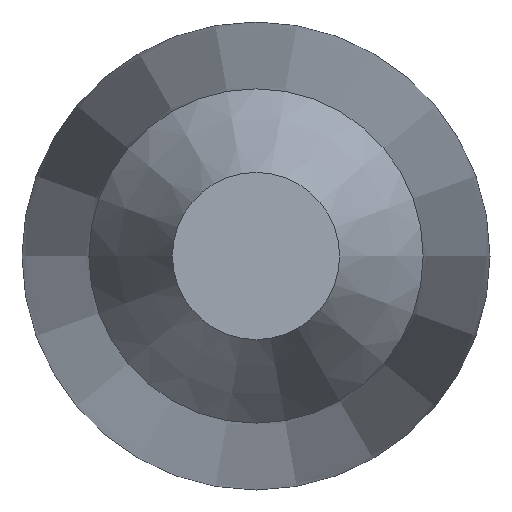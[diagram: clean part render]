
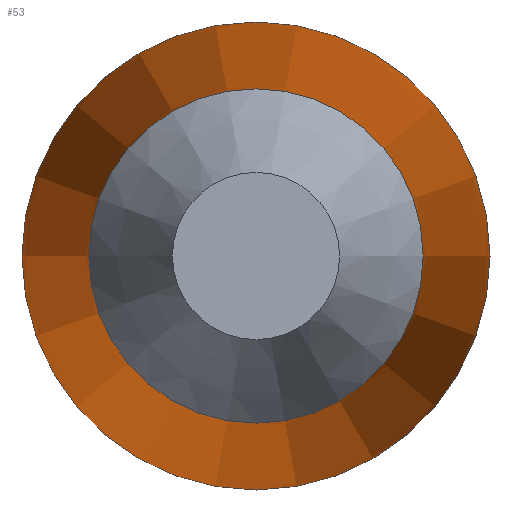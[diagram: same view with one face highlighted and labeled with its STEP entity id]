
A CAD part, front view. The second image highlights one B-rep face of the part: STEP entity #53.
In plain terms, the highlighted conical face has half-angle 0.716 degrees and reference radius 3 mm.
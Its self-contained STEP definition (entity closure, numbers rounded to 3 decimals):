
#53=ADVANCED_FACE('',(#57,#59),#61,.T.);
#57=FACE_OUTER_BOUND('',#58,.T.);
#58=EDGE_LOOP('',(#89));
#59=FACE_OUTER_BOUND('',#60,.T.);
#60=EDGE_LOOP('',(#90));
#61=CONICAL_SURFACE('',#62,3.,0.012);
#62=AXIS2_PLACEMENT_3D('',#63,#64,#65);
#63=CARTESIAN_POINT('',(0.,-40.,0.));
#64=DIRECTION('',(0.,1.,0.));
#65=DIRECTION('',(1.,0.,0.));
#89=ORIENTED_EDGE('',*,*,#95,.F.);
#90=ORIENTED_EDGE('',*,*,#96,.T.);
#95=EDGE_CURVE('',#98,#98,#99,.T.);
#96=EDGE_CURVE('',#100,#100,#101,.T.);
#98=VERTEX_POINT('',#104);
#99=CIRCLE('',#105,2.5);
#100=VERTEX_POINT('',#109);
#101=CIRCLE('',#110,3.5);
#104=CARTESIAN_POINT('',(-2.5,-80.,0.));
#105=AXIS2_PLACEMENT_3D('',#106,#107,#108);
#106=CARTESIAN_POINT('',(0.,-80.,0.));
#107=DIRECTION('',(0.,-1.,0.));
#108=DIRECTION('',(-1.,0.,0.));
#109=CARTESIAN_POINT('',(-3.5,0.,0.));
#110=AXIS2_PLACEMENT_3D('',#111,#112,#113);
#111=CARTESIAN_POINT('',(0.,0.,0.));
#112=DIRECTION('',(0.,-1.,0.));
#113=DIRECTION('',(-1.,0.,0.));
